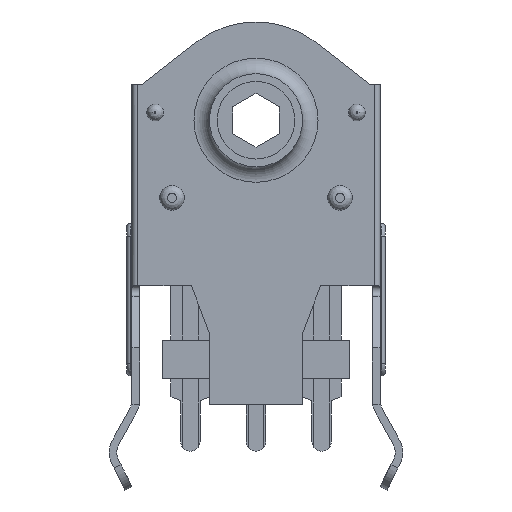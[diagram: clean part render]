
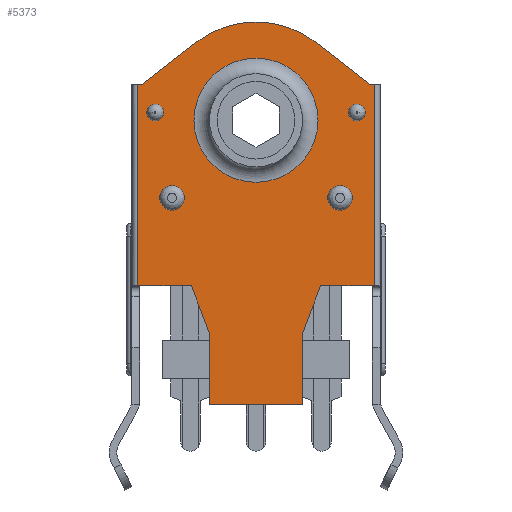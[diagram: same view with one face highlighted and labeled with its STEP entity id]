
A CAD part, front view. The second image highlights one B-rep face of the part: STEP entity #5373.
In plain terms, the highlighted planar face has unit normal (0, -1, 0).
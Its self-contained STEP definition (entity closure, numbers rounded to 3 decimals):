
#14=FACE_BOUND('',#650,.T.);
#15=FACE_BOUND('',#651,.T.);
#16=FACE_BOUND('',#652,.T.);
#17=FACE_BOUND('',#653,.T.);
#18=FACE_BOUND('',#654,.T.);
#99=PLANE('',#5777);
#366=FACE_OUTER_BOUND('',#649,.T.);
#649=EDGE_LOOP('',(#3826,#3827,#3828,#3829,#3830,#3831,#3832,#3833,#3834,
#3835,#3836,#3837,#3838,#3839,#3840,#3841));
#650=EDGE_LOOP('',(#3842));
#651=EDGE_LOOP('',(#3843));
#652=EDGE_LOOP('',(#3844));
#653=EDGE_LOOP('',(#3845));
#654=EDGE_LOOP('',(#3846));
#956=LINE('',#7975,#1519);
#987=LINE('',#8140,#1550);
#1007=LINE('',#8191,#1570);
#1009=LINE('',#8197,#1572);
#1010=LINE('',#8200,#1573);
#1011=LINE('',#8202,#1574);
#1012=LINE('',#8204,#1575);
#1013=LINE('',#8206,#1576);
#1014=LINE('',#8208,#1577);
#1015=LINE('',#8210,#1578);
#1016=LINE('',#8212,#1579);
#1017=LINE('',#8213,#1580);
#1018=LINE('',#8215,#1581);
#1019=LINE('',#8217,#1582);
#1020=LINE('',#8220,#1583);
#1519=VECTOR('',#6433,1000.);
#1550=VECTOR('',#6504,1000.);
#1570=VECTOR('',#6558,1000.);
#1572=VECTOR('',#6564,1000.);
#1573=VECTOR('',#6567,1000.);
#1574=VECTOR('',#6568,1000.);
#1575=VECTOR('',#6569,1000.);
#1576=VECTOR('',#6570,1000.);
#1577=VECTOR('',#6571,1000.);
#1578=VECTOR('',#6572,1000.);
#1579=VECTOR('',#6573,1000.);
#1580=VECTOR('',#6574,1000.);
#1581=VECTOR('',#6575,1000.);
#1582=VECTOR('',#6576,1000.);
#1583=VECTOR('',#6579,1000.);
#2027=CIRCLE('',#5611,0.475);
#2032=CIRCLE('',#5616,0.475);
#2033=CIRCLE('',#5617,0.325);
#2038=CIRCLE('',#5622,0.325);
#2042=CIRCLE('',#5627,2.4);
#2116=CIRCLE('',#5778,3.8);
#2204=VERTEX_POINT('',#7605);
#2207=VERTEX_POINT('',#7639);
#2208=VERTEX_POINT('',#7669);
#2211=VERTEX_POINT('',#7703);
#2214=VERTEX_POINT('',#7711);
#2298=VERTEX_POINT('',#7973);
#2299=VERTEX_POINT('',#7974);
#2332=VERTEX_POINT('',#8122);
#2333=VERTEX_POINT('',#8139);
#2347=VERTEX_POINT('',#8189);
#2349=VERTEX_POINT('',#8194);
#2350=VERTEX_POINT('',#8199);
#2351=VERTEX_POINT('',#8201);
#2352=VERTEX_POINT('',#8203);
#2353=VERTEX_POINT('',#8205);
#2354=VERTEX_POINT('',#8207);
#2355=VERTEX_POINT('',#8209);
#2356=VERTEX_POINT('',#8211);
#2357=VERTEX_POINT('',#8214);
#2358=VERTEX_POINT('',#8216);
#2359=VERTEX_POINT('',#8218);
#2709=EDGE_CURVE('',#2204,#2204,#2027,.T.);
#2714=EDGE_CURVE('',#2207,#2207,#2032,.T.);
#2715=EDGE_CURVE('',#2208,#2208,#2033,.T.);
#2720=EDGE_CURVE('',#2211,#2211,#2038,.T.);
#2724=EDGE_CURVE('',#2214,#2214,#2042,.T.);
#2850=EDGE_CURVE('',#2298,#2299,#956,.T.);
#2896=EDGE_CURVE('',#2332,#2333,#987,.T.);
#2922=EDGE_CURVE('',#2332,#2347,#1007,.T.);
#2925=EDGE_CURVE('',#2349,#2299,#1009,.T.);
#2926=EDGE_CURVE('',#2349,#2350,#1010,.T.);
#2927=EDGE_CURVE('',#2351,#2298,#1011,.T.);
#2928=EDGE_CURVE('',#2352,#2351,#1012,.T.);
#2929=EDGE_CURVE('',#2353,#2352,#1013,.T.);
#2930=EDGE_CURVE('',#2353,#2354,#1014,.T.);
#2931=EDGE_CURVE('',#2355,#2354,#1015,.T.);
#2932=EDGE_CURVE('',#2356,#2355,#1016,.T.);
#2933=EDGE_CURVE('',#2333,#2356,#1017,.T.);
#2934=EDGE_CURVE('',#2357,#2347,#1018,.T.);
#2935=EDGE_CURVE('',#2358,#2357,#1019,.T.);
#2936=EDGE_CURVE('',#2359,#2358,#2116,.T.);
#2937=EDGE_CURVE('',#2350,#2359,#1020,.T.);
#3826=ORIENTED_EDGE('',*,*,#2926,.F.);
#3827=ORIENTED_EDGE('',*,*,#2925,.T.);
#3828=ORIENTED_EDGE('',*,*,#2850,.F.);
#3829=ORIENTED_EDGE('',*,*,#2927,.F.);
#3830=ORIENTED_EDGE('',*,*,#2928,.F.);
#3831=ORIENTED_EDGE('',*,*,#2929,.F.);
#3832=ORIENTED_EDGE('',*,*,#2930,.T.);
#3833=ORIENTED_EDGE('',*,*,#2931,.F.);
#3834=ORIENTED_EDGE('',*,*,#2932,.F.);
#3835=ORIENTED_EDGE('',*,*,#2933,.F.);
#3836=ORIENTED_EDGE('',*,*,#2896,.F.);
#3837=ORIENTED_EDGE('',*,*,#2922,.T.);
#3838=ORIENTED_EDGE('',*,*,#2934,.F.);
#3839=ORIENTED_EDGE('',*,*,#2935,.F.);
#3840=ORIENTED_EDGE('',*,*,#2936,.F.);
#3841=ORIENTED_EDGE('',*,*,#2937,.F.);
#3842=ORIENTED_EDGE('',*,*,#2724,.T.);
#3843=ORIENTED_EDGE('',*,*,#2709,.F.);
#3844=ORIENTED_EDGE('',*,*,#2714,.F.);
#3845=ORIENTED_EDGE('',*,*,#2715,.F.);
#3846=ORIENTED_EDGE('',*,*,#2720,.F.);
#5373=ADVANCED_FACE('',(#366,#14,#15,#16,#17,#18),#99,.T.);
#5611=AXIS2_PLACEMENT_3D('',#7606,#6113,#6114);
#5616=AXIS2_PLACEMENT_3D('',#7641,#6123,#6124);
#5617=AXIS2_PLACEMENT_3D('',#7670,#6125,#6126);
#5622=AXIS2_PLACEMENT_3D('',#7705,#6135,#6136);
#5627=AXIS2_PLACEMENT_3D('',#7713,#6145,#6146);
#5777=AXIS2_PLACEMENT_3D('',#8198,#6565,#6566);
#5778=AXIS2_PLACEMENT_3D('',#8219,#6577,#6578);
#6113=DIRECTION('center_axis',(0.,-1.,0.));
#6114=DIRECTION('ref_axis',(-1.,0.,0.));
#6123=DIRECTION('center_axis',(0.,-1.,0.));
#6124=DIRECTION('ref_axis',(1.,0.,0.));
#6125=DIRECTION('center_axis',(0.,-1.,0.));
#6126=DIRECTION('ref_axis',(-1.,0.,0.));
#6135=DIRECTION('center_axis',(0.,-1.,0.));
#6136=DIRECTION('ref_axis',(1.,0.,0.));
#6145=DIRECTION('center_axis',(0.,1.,0.));
#6146=DIRECTION('ref_axis',(1.,0.,0.));
#6433=DIRECTION('',(-1.,0.,0.));
#6504=DIRECTION('',(-1.,0.,0.));
#6558=DIRECTION('',(0.,0.,1.));
#6564=DIRECTION('',(0.,0.,-1.));
#6565=DIRECTION('center_axis',(0.,-1.,0.));
#6566=DIRECTION('ref_axis',(1.,0.,0.));
#6567=DIRECTION('',(1.,0.,0.));
#6568=DIRECTION('',(-1.,0.,0.));
#6569=DIRECTION('',(-0.353,0.,0.936));
#6570=DIRECTION('',(0.,0.,1.));
#6571=DIRECTION('',(1.,0.,0.));
#6572=DIRECTION('',(0.,0.,-1.));
#6573=DIRECTION('',(-0.353,0.,-0.936));
#6574=DIRECTION('',(-1.,0.,0.));
#6575=DIRECTION('',(1.,0.,0.));
#6576=DIRECTION('',(0.791,0.,-0.612));
#6577=DIRECTION('center_axis',(0.,1.,0.));
#6578=DIRECTION('ref_axis',(-1.,0.,0.));
#6579=DIRECTION('',(0.791,0.,0.612));
#7605=CARTESIAN_POINT('',(3.725,-2.65,8.));
#7606=CARTESIAN_POINT('Origin',(3.25,-2.65,8.));
#7639=CARTESIAN_POINT('',(-3.725,-2.65,8.));
#7641=CARTESIAN_POINT('Origin',(-3.25,-2.65,8.));
#7669=CARTESIAN_POINT('',(4.225,-2.65,11.3));
#7670=CARTESIAN_POINT('Origin',(3.9,-2.65,11.3));
#7703=CARTESIAN_POINT('',(-4.225,-2.65,11.3));
#7705=CARTESIAN_POINT('Origin',(-3.9,-2.65,11.3));
#7711=CARTESIAN_POINT('',(-2.4,-2.65,11.));
#7713=CARTESIAN_POINT('Origin',(0.,-2.65,11.));
#7973=CARTESIAN_POINT('',(-4.5,-2.65,4.6));
#7974=CARTESIAN_POINT('',(-4.6,-2.65,4.6));
#7975=CARTESIAN_POINT('',(-4.5,-2.65,4.6));
#8122=CARTESIAN_POINT('',(4.6,-2.65,4.6));
#8139=CARTESIAN_POINT('',(4.5,-2.65,4.6));
#8140=CARTESIAN_POINT('',(4.5,-2.65,4.6));
#8189=CARTESIAN_POINT('',(4.6,-2.65,12.4));
#8191=CARTESIAN_POINT('',(4.6,-2.65,12.4));
#8194=CARTESIAN_POINT('',(-4.6,-2.65,12.4));
#8197=CARTESIAN_POINT('',(-4.6,-2.65,4.6));
#8198=CARTESIAN_POINT('Origin',(0.,-2.65,7.4));
#8199=CARTESIAN_POINT('',(-4.4,-2.65,12.4));
#8200=CARTESIAN_POINT('',(-4.8,-2.65,12.4));
#8201=CARTESIAN_POINT('',(-2.498,-2.65,4.6));
#8202=CARTESIAN_POINT('',(-3.445,-2.65,4.6));
#8203=CARTESIAN_POINT('',(-1.8,-2.65,2.75));
#8204=CARTESIAN_POINT('',(-1.8,-2.65,2.75));
#8205=CARTESIAN_POINT('',(-1.8,-2.65,0.));
#8206=CARTESIAN_POINT('',(-1.8,-2.65,0.));
#8207=CARTESIAN_POINT('',(1.8,-2.65,0.));
#8208=CARTESIAN_POINT('',(-4.8,-2.65,0.));
#8209=CARTESIAN_POINT('',(1.8,-2.65,2.75));
#8210=CARTESIAN_POINT('',(1.8,-2.65,0.));
#8211=CARTESIAN_POINT('',(2.498,-2.65,4.6));
#8212=CARTESIAN_POINT('',(1.8,-2.65,2.75));
#8213=CARTESIAN_POINT('',(2.498,-2.65,4.6));
#8214=CARTESIAN_POINT('',(4.4,-2.65,12.4));
#8215=CARTESIAN_POINT('',(5.621,-2.65,12.4));
#8216=CARTESIAN_POINT('',(2.326,-2.65,14.005));
#8217=CARTESIAN_POINT('',(4.4,-2.65,12.4));
#8218=CARTESIAN_POINT('',(-2.326,-2.65,14.005));
#8219=CARTESIAN_POINT('Origin',(0.,-2.65,
11.));
#8220=CARTESIAN_POINT('',(-4.4,-2.65,12.4));
